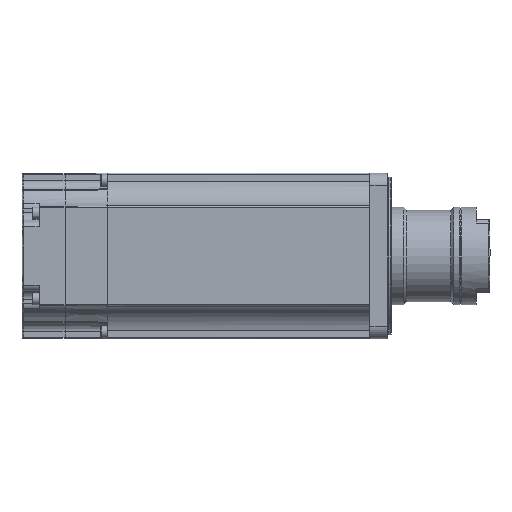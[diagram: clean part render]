
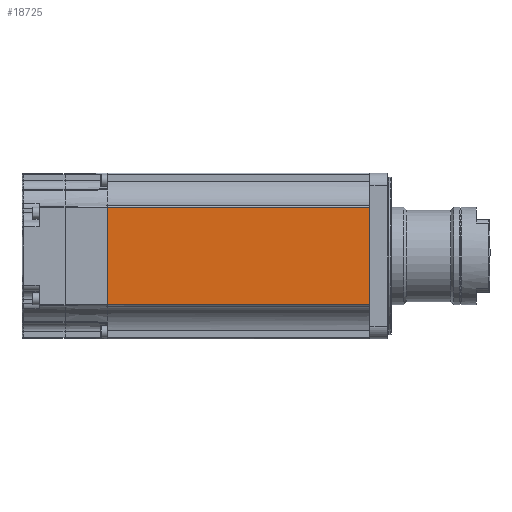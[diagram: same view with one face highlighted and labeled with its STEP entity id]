
A CAD part, front view. The second image highlights one B-rep face of the part: STEP entity #18725.
In plain terms, the highlighted planar face has unit normal (0, -1, 0).
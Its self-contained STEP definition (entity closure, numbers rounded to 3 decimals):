
#979=PLANE('',#20049);
#1670=FACE_OUTER_BOUND('',#2820,.T.);
#2820=EDGE_LOOP('',(#13299,#13300,#13301,#13302));
#3963=LINE('',#26739,#5837);
#3979=LINE('',#26812,#5853);
#3981=LINE('',#26818,#5855);
#3982=LINE('',#26819,#5856);
#5837=VECTOR('',#21888,10.);
#5853=VECTOR('',#21948,10.);
#5855=VECTOR('',#21954,10.);
#5856=VECTOR('',#21955,10.);
#8353=VERTEX_POINT('',#26735);
#8354=VERTEX_POINT('',#26737);
#8389=VERTEX_POINT('',#26811);
#8391=VERTEX_POINT('',#26817);
#10234=EDGE_CURVE('',#8353,#8354,#3963,.T.);
#10270=EDGE_CURVE('',#8353,#8389,#3979,.T.);
#10273=EDGE_CURVE('',#8391,#8354,#3981,.T.);
#10274=EDGE_CURVE('',#8389,#8391,#3982,.T.);
#13299=ORIENTED_EDGE('',*,*,#10234,.T.);
#13300=ORIENTED_EDGE('',*,*,#10273,.F.);
#13301=ORIENTED_EDGE('',*,*,#10274,.F.);
#13302=ORIENTED_EDGE('',*,*,#10270,.F.);
#18725=ADVANCED_FACE('',(#1670),#979,.T.);
#20049=AXIS2_PLACEMENT_3D('',#26816,#21952,#21953);
#21888=DIRECTION('',(0.,0.,1.));
#21948=DIRECTION('',(-1.,0.,0.));
#21952=DIRECTION('center_axis',(0.,-1.,0.));
#21953=DIRECTION('ref_axis',(0.,0.,
-1.));
#21954=DIRECTION('',(1.,0.,0.));
#21955=DIRECTION('',(0.,0.,1.));
#26735=CARTESIAN_POINT('',(4.9,-58.,-34.));
#26737=CARTESIAN_POINT('',(4.9,-58.,34.));
#26739=CARTESIAN_POINT('',(4.9,-58.,-43.502));
#26811=CARTESIAN_POINT('',(-178.5,-58.,-34.));
#26812=CARTESIAN_POINT('',(-171.5,-58.,-34.));
#26816=CARTESIAN_POINT('Origin',(4.5,-58.,-49.));
#26817=CARTESIAN_POINT('',(-178.5,-58.,34.));
#26818=CARTESIAN_POINT('',(-163.5,-58.,34.));
#26819=CARTESIAN_POINT('',(-178.5,-58.,-24.5));
